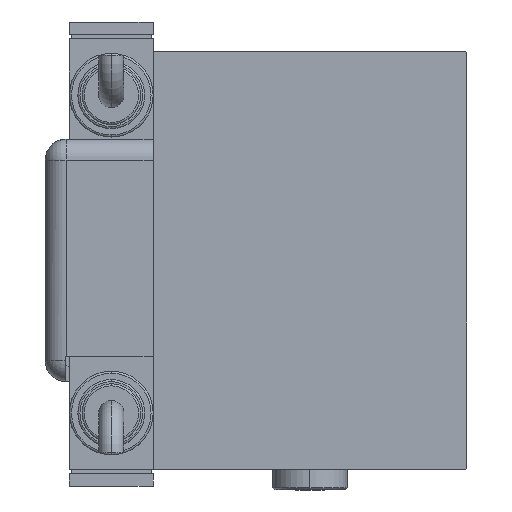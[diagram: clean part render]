
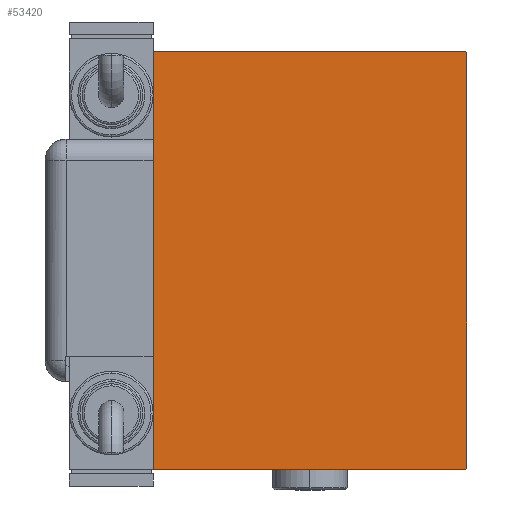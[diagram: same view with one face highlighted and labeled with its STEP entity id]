
A CAD part, left-side view. The second image highlights one B-rep face of the part: STEP entity #53420.
In plain terms, the highlighted face is planar.
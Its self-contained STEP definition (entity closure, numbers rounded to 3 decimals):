
#1872 = VERTEX_POINT ( 'NONE', #56435 ) ;
#3138 = CARTESIAN_POINT ( 'NONE',  ( 123., 37.2, 50. ) ) ;
#3245 = CARTESIAN_POINT ( 'NONE',  ( 123., -37.5, -50. ) ) ;
#4442 = ORIENTED_EDGE ( 'NONE', *, *, #42218, .T. ) ;
#5113 = CARTESIAN_POINT ( 'NONE',  ( 123., -37.2, 50. ) ) ;
#5688 = ORIENTED_EDGE ( 'NONE', *, *, #24546, .T. ) ;
#5725 = AXIS2_PLACEMENT_3D ( 'NONE', #49833, #58762, #53669 ) ;
#7483 = ORIENTED_EDGE ( 'NONE', *, *, #21771, .T. ) ;
#7893 = DIRECTION ( 'NONE',  ( 0., 0., 1. ) ) ;
#8607 = EDGE_CURVE ( 'NONE', #1872, #43840, #17319, .T. ) ;
#9775 = EDGE_CURVE ( 'NONE', #41199, #47759, #32207, .T. ) ;
#10253 = VERTEX_POINT ( 'NONE', #3138 ) ;
#10680 = DIRECTION ( 'NONE',  ( 0., -1., 0. ) ) ;
#10992 = CARTESIAN_POINT ( 'NONE',  ( 123., 43.6, 43.6 ) ) ;
#11378 = LINE ( 'NONE', #17105, #43328 ) ;
#11386 = VECTOR ( 'NONE', #11916, 1000. ) ;
#11916 = DIRECTION ( 'NONE',  ( 0., 0., -1. ) ) ;
#13170 = CARTESIAN_POINT ( 'NONE',  ( 123., -37.5, 50. ) ) ;
#13672 = CARTESIAN_POINT ( 'NONE',  ( 123., 37.5, 49.7 ) ) ;
#16906 = VERTEX_POINT ( 'NONE', #5113 ) ;
#17105 = CARTESIAN_POINT ( 'NONE',  ( 123., -43.6, -43.6 ) ) ;
#17140 = CARTESIAN_POINT ( 'NONE',  ( 123., 37.5, -50. ) ) ;
#17319 = LINE ( 'NONE', #13170, #11386 ) ;
#17746 = VERTEX_POINT ( 'NONE', #40289 ) ;
#18718 = DIRECTION ( 'NONE',  ( 0., 0.707, 0.707 ) ) ;
#19914 = LINE ( 'NONE', #10992, #48559 ) ;
#21771 = EDGE_CURVE ( 'NONE', #17746, #28613, #37823, .T. ) ;
#22067 = VECTOR ( 'NONE', #7893, 1000. ) ;
#24546 = EDGE_CURVE ( 'NONE', #10253, #16906, #50468, .T. ) ;
#25614 = CARTESIAN_POINT ( 'NONE',  ( 123., 37.5, 50. ) ) ;
#27541 = ORIENTED_EDGE ( 'NONE', *, *, #9775, .T. ) ;
#27825 = EDGE_LOOP ( 'NONE', ( #27541, #45434, #7483, #39764, #5688, #4442, #32167, #54882 ) ) ;
#28613 = VERTEX_POINT ( 'NONE', #13672 ) ;
#31264 = DIRECTION ( 'NONE',  ( 0., 1., 0. ) ) ;
#32167 = ORIENTED_EDGE ( 'NONE', *, *, #8607, .T. ) ;
#32207 = LINE ( 'NONE', #3245, #35844 ) ;
#33469 = DIRECTION ( 'NONE',  ( 0., -0.707, -0.707 ) ) ;
#33556 = EDGE_CURVE ( 'NONE', #47759, #17746, #62991, .T. ) ;
#35844 = VECTOR ( 'NONE', #31264, 1000. ) ;
#37281 = CARTESIAN_POINT ( 'NONE',  ( 123., -37.5, -49.7 ) ) ;
#37823 = LINE ( 'NONE', #17140, #22067 ) ;
#37945 = CARTESIAN_POINT ( 'NONE',  ( 123., -43.6, 43.6 ) ) ;
#38793 = CARTESIAN_POINT ( 'NONE',  ( 123., 43.6, -43.6 ) ) ;
#39764 = ORIENTED_EDGE ( 'NONE', *, *, #55240, .T. ) ;
#40289 = CARTESIAN_POINT ( 'NONE',  ( 123., 37.5, -49.7 ) ) ;
#41199 = VERTEX_POINT ( 'NONE', #46554 ) ;
#42095 = LINE ( 'NONE', #37945, #43049 ) ;
#42218 = EDGE_CURVE ( 'NONE', #16906, #1872, #42095, .T. ) ;
#42547 = CARTESIAN_POINT ( 'NONE',  ( 123., 37.2, -50. ) ) ;
#43049 = VECTOR ( 'NONE', #33469, 1000. ) ;
#43328 = VECTOR ( 'NONE', #50554, 1000. ) ;
#43840 = VERTEX_POINT ( 'NONE', #37281 ) ;
#43893 = VECTOR ( 'NONE', #18718, 1000. ) ;
#44115 = PLANE ( 'NONE',  #5725 ) ;
#45434 = ORIENTED_EDGE ( 'NONE', *, *, #33556, .T. ) ;
#46554 = CARTESIAN_POINT ( 'NONE',  ( 123., -37.2, -50. ) ) ;
#47759 = VERTEX_POINT ( 'NONE', #42547 ) ;
#48559 = VECTOR ( 'NONE', #49532, 1000. ) ;
#49532 = DIRECTION ( 'NONE',  ( 0., -0.707, 0.707 ) ) ;
#49833 = CARTESIAN_POINT ( 'NONE',  ( 123., 0., 0. ) ) ;
#50468 = LINE ( 'NONE', #25614, #62470 ) ;
#50554 = DIRECTION ( 'NONE',  ( 0., 0.707, -0.707 ) ) ;
#51315 = EDGE_CURVE ( 'NONE', #43840, #41199, #11378, .T. ) ;
#53420 = ADVANCED_FACE ( 'NONE', ( #53980 ), #44115, .T. ) ;
#53669 = DIRECTION ( 'NONE',  ( 0., 0., -1. ) ) ;
#53980 = FACE_OUTER_BOUND ( 'NONE', #27825, .T. ) ;
#54882 = ORIENTED_EDGE ( 'NONE', *, *, #51315, .T. ) ;
#55240 = EDGE_CURVE ( 'NONE', #28613, #10253, #19914, .T. ) ;
#56435 = CARTESIAN_POINT ( 'NONE',  ( 123., -37.5, 49.7 ) ) ;
#58762 = DIRECTION ( 'NONE',  ( 1., 0., 0. ) ) ;
#62470 = VECTOR ( 'NONE', #10680, 1000. ) ;
#62991 = LINE ( 'NONE', #38793, #43893 ) ;
